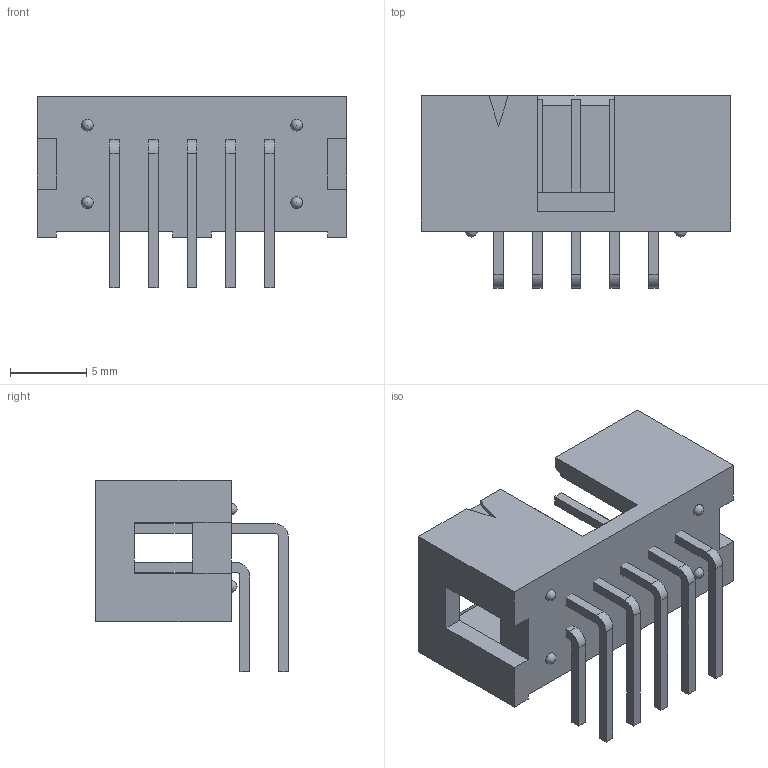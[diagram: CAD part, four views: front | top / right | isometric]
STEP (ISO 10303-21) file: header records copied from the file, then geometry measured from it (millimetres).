
FILE_DESCRIPTION(/* description */ (''),/* implementation_level */ '2;1');
FILE_NAME(/* name */ 'SAMTEC_HTST-105-04-F-D-RA.stp',/* time_stamp */ '2017-05-16T09:24:59+02:00',/* author */ ('jchouvet'),/* organization */ (''),/* preprocessor_version */ 'ST-DEVELOPER v16.1',/* originating_system */ 'AutoCAD Mechanical',/* authorisation */ ' ');
FILE_SCHEMA (('AUTOMOTIVE_DESIGN { 1 0 10303 214 3 1 1 }'));
Length unit declared in the file: millimetre
Products named in the file (1): Product
Bounding box: 20.32 x 12.64 x 12.57 mm (x, y, z)
Volume: 870.4 mm3; surface area: 1612.2 mm2
Topology: 21 solids, 21 shells, 204 faces, 492 edges, 326 vertices
Faces by surface type: plane 180, cylinder 20, sphere 4
Entity records: 5794 total; most frequent: CARTESIAN_POINT 1003, ORIENTED_EDGE 960, DIRECTION 934, EDGE_CURVE 480, LINE 436, VECTOR 436, VERTEX_POINT 318, AXIS2_PLACEMENT_3D 249
